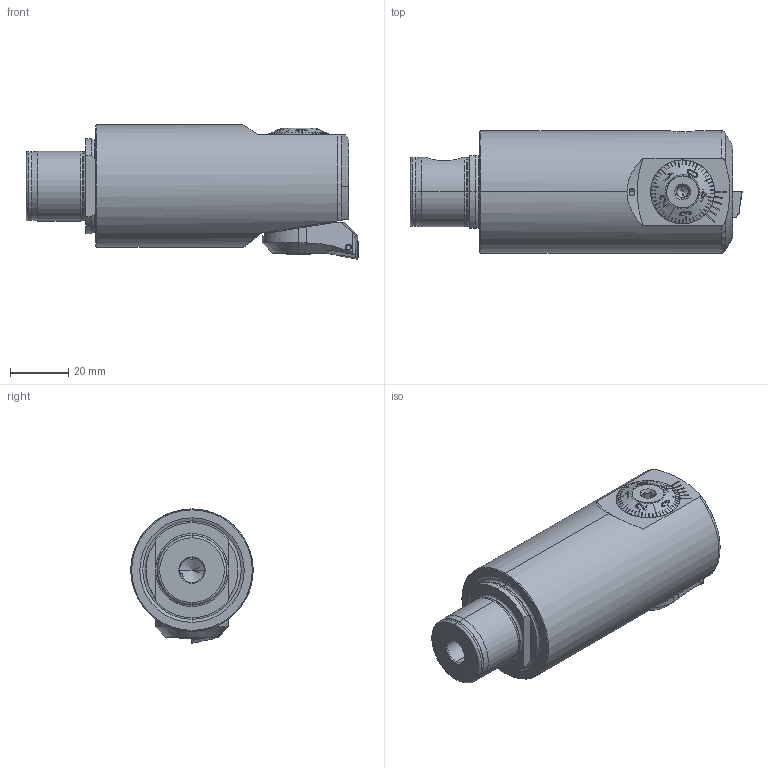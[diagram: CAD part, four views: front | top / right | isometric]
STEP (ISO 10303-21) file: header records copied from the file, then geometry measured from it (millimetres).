
FILE_DESCRIPTION (( 'STEP AP203' ), '1' );
FILE_NAME ('252.420.000.STEP', '2018-02-23T10:49:05', ( 'SWIAdmin' ), ( 'Hewlett-Packard Company' ), 'SwSTEP 2.0', 'SolidWorks 2017', '' );
FILE_SCHEMA (( 'CONFIG_CONTROL_DESIGN' ));
Length unit declared in the file: millimetre
Products named in the file (19): F42-BG1.014.027-B; F42-ER1.101.012_A; WCA-ER2.001.007_A; A42-BG2.012.005_A; A42-BG1.012.006_B; A42-BG2.011.014_C; MB4-F42.K20.090_C; F42-BG2.014.014_A; A42-BG3.011.030_C; F42-WCA.001.009_C_fertigbearbeitet; F42-BG2.015.022_A; Klebstoff D8; CCMT060204; F42-BG1.011.027_C; ISO 4026 - M8 x 6; WCA-ER2.001.006_A; LMKAS 22 - ø21.8xø14x0.3; 252.420.000; F42-WCA.001.009
Assembly tree (19 placements, depth 4):
  252.420.000
    MB4-F42.K20.090_C
    F42-WCA.001.009
      F42-WCA.001.009_C_fertigbearbeitet
      CCMT060204
      WCA-ER2.001.006_A
    F42-ER1.101.012_A
    F42-BG1.014.027-B
      A42-BG2.012.005_A
      A42-BG1.012.006_B
      F42-BG2.015.022_A
        A42-BG2.011.014_C
        F42-BG2.014.014_A
      F42-BG1.011.027_C
      LMKAS 22 - ø21.8xø14x0.3  x2
    WCA-ER2.001.007_A
    A42-BG3.011.030_C
    Klebstoff D8
    ISO 4026 - M8 x 6
Bounding box: 114 x 42 x 46.05 mm (x, y, z)
Volume: 122164.1 mm3; surface area: 32499.8 mm2
Topology: 18 solids, 18 shells, 824 faces, 2116 edges, 1335 vertices
Faces by surface type: plane 344, cone 188, cylinder 170, torus 71, bspline 47, sphere 4
Entity records: 30089 total; most frequent: CARTESIAN_POINT 9120, ORIENTED_EDGE 4184, DIRECTION 3666, EDGE_CURVE 2092, AXIS2_PLACEMENT_3D 1431, VERTEX_POINT 1327, EDGE_LOOP 867, ADVANCED_FACE 818
